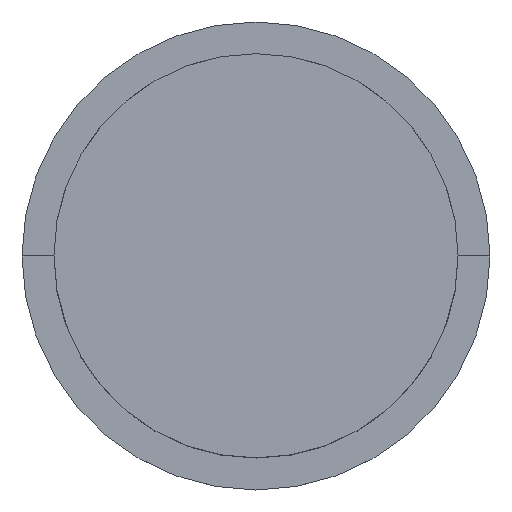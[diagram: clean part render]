
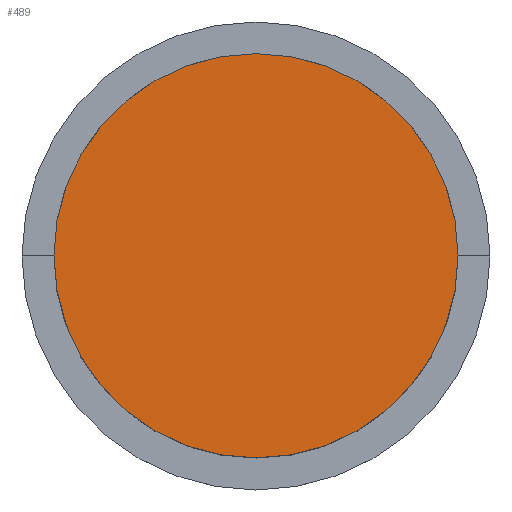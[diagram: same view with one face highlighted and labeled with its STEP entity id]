
A CAD part, top view. The second image highlights one B-rep face of the part: STEP entity #489.
In plain terms, the highlighted planar face has unit normal (0, 0, -1).
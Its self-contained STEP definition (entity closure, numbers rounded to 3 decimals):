
#13 = CIRCLE ( 'NONE', #269, 47.499 ) ;
#23 = DIRECTION ( 'NONE',  ( 0., 0., -1. ) ) ;
#38 = VERTEX_POINT ( 'NONE', #182 ) ;
#106 = AXIS2_PLACEMENT_3D ( 'NONE', #259, #23, #303 ) ;
#121 = CARTESIAN_POINT ( 'NONE',  ( -47.5, 0., 30. ) ) ;
#137 = CARTESIAN_POINT ( 'NONE',  ( -0.001, 0., 30. ) ) ;
#165 = VERTEX_POINT ( 'NONE', #121 ) ;
#178 = DIRECTION ( 'NONE',  ( -1., 0., 0. ) ) ;
#182 = CARTESIAN_POINT ( 'NONE',  ( 47.499, 0., 30. ) ) ;
#191 = DIRECTION ( 'NONE',  ( 0., 0., -1. ) ) ;
#215 = FACE_OUTER_BOUND ( 'NONE', #430, .T. ) ;
#218 = PLANE ( 'NONE',  #525 ) ;
#259 = CARTESIAN_POINT ( 'NONE',  ( -0.001, 0., 30. ) ) ;
#269 = AXIS2_PLACEMENT_3D ( 'NONE', #447, #191, #488 ) ;
#283 = EDGE_CURVE ( 'NONE', #38, #165, #487, .T. ) ;
#291 = ORIENTED_EDGE ( 'NONE', *, *, #283, .T. ) ;
#303 = DIRECTION ( 'NONE',  ( -1., 0., 0. ) ) ;
#331 = ORIENTED_EDGE ( 'NONE', *, *, #373, .T. ) ;
#373 = EDGE_CURVE ( 'NONE', #165, #38, #13, .T. ) ;
#430 = EDGE_LOOP ( 'NONE', ( #331, #291 ) ) ;
#432 = DIRECTION ( 'NONE',  ( 0., 0., -1. ) ) ;
#447 = CARTESIAN_POINT ( 'NONE',  ( -0.001, 0., 30. ) ) ;
#487 = CIRCLE ( 'NONE', #106, 47.499 ) ;
#488 = DIRECTION ( 'NONE',  ( -1., 0., 0. ) ) ;
#489 = ADVANCED_FACE ( 'NONE', ( #215 ), #218, .T. ) ;
#525 = AXIS2_PLACEMENT_3D ( 'NONE', #137, #432, #178 ) ;
